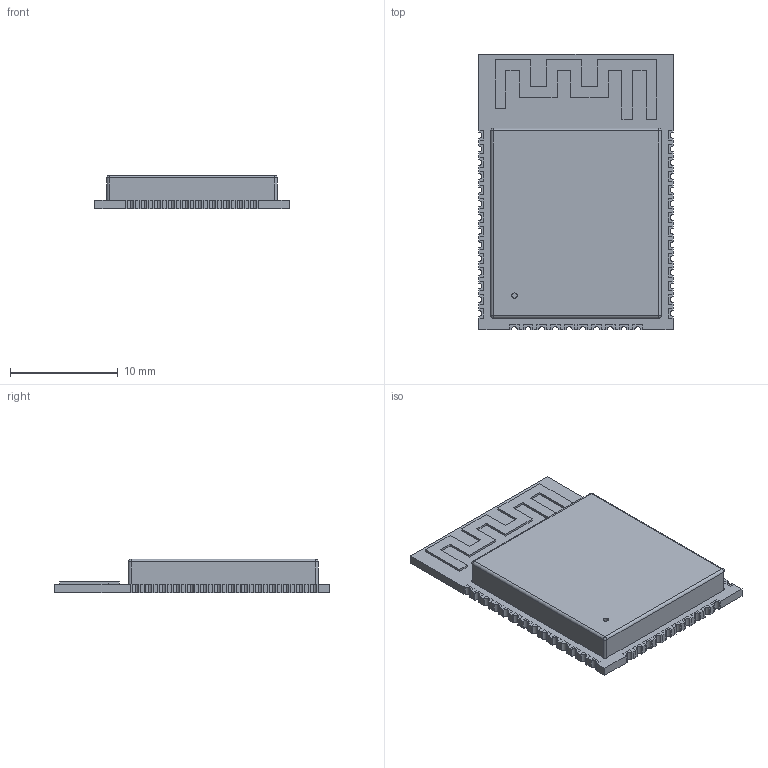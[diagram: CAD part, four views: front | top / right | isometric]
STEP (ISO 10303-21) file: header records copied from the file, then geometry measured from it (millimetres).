
FILE_DESCRIPTION(('FreeCAD Model'),'2;1');
FILE_NAME('Open CASCADE Shape Model','2023-04-07T16:15:27',( 'kicad StepUp'),('ksu MCAD'),'Open CASCADE STEP processor 7.6', 'FreeCAD','Unknown');
FILE_SCHEMA(('AUTOMOTIVE_DESIGN { 1 0 10303 214 1 1 1 1 }'));
Length unit declared in the file: millimetre
Products named in the file (1): ESP32-WROOM-32E
Bounding box: 18 x 25.5 x 3.1 mm (x, y, z)
Volume: 1009.3 mm3; surface area: 1944.3 mm2
Topology: 41 solids, 41 shells, 1120 faces, 2647 edges, 1606 vertices
Faces by surface type: plane 1031, cylinder 85, sphere 4
Full cylindrical faces by diameter (mm): 0.5 x1
Entity records: 39158 total; most frequent: CARTESIAN_POINT 5370, ORIENTED_EDGE 5286, DIRECTION 5055, EDGE_CURVE 2643, LINE 2473, VECTOR 2473, VERTEX_POINT 1606, AXIS2_PLACEMENT_3D 1291
